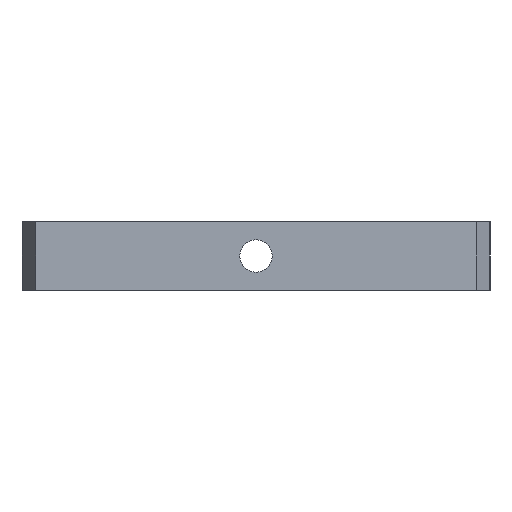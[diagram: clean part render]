
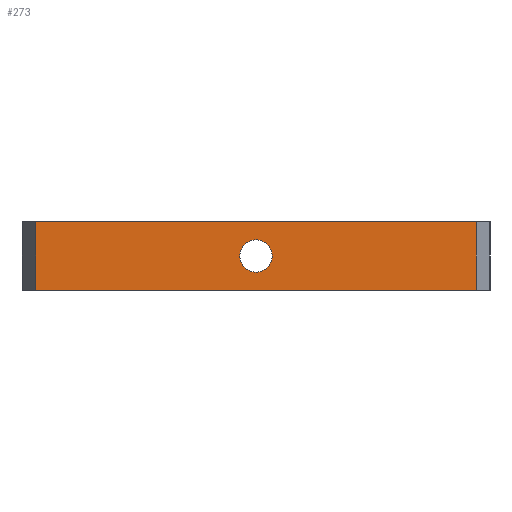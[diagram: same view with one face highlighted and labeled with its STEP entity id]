
A CAD part, front view. The second image highlights one B-rep face of the part: STEP entity #273.
In plain terms, the highlighted planar face has unit normal (0, -1, 0).
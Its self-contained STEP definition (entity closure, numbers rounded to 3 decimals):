
#128=FACE_BOUND('',#653,.T.);
#129=FACE_BOUND('',#654,.T.);
#273=ADVANCED_FACE('',(#128,#129),#404,.T.);
#404=PLANE('',#2723);
#653=EDGE_LOOP('',(#1066,#1067,#1068,#1069));
#654=EDGE_LOOP('',(#1070));
#816=CIRCLE('',#2722,1.675);
#1066=ORIENTED_EDGE('',*,*,#2048,.T.);
#1067=ORIENTED_EDGE('',*,*,#1878,.F.);
#1068=ORIENTED_EDGE('',*,*,#2047,.F.);
#1069=ORIENTED_EDGE('',*,*,#1904,.T.);
#1070=ORIENTED_EDGE('',*,*,#2049,.F.);
#1624=VERTEX_POINT('',#3488);
#1625=VERTEX_POINT('',#3490);
#1650=VERTEX_POINT('',#3544);
#1651=VERTEX_POINT('',#3546);
#1774=VERTEX_POINT('',#4037);
#1878=EDGE_CURVE('',#1624,#1625,#2260,.T.);
#1904=EDGE_CURVE('',#1651,#1650,#2275,.T.);
#2047=EDGE_CURVE('',#1651,#1624,#2324,.T.);
#2048=EDGE_CURVE('',#1650,#1625,#2325,.T.);
#2049=EDGE_CURVE('',#1774,#1774,#816,.T.);
#2260=LINE('',#3489,#2466);
#2275=LINE('',#3545,#2481);
#2324=LINE('',#4033,#2530);
#2325=LINE('',#4035,#2531);
#2466=VECTOR('',#2882,1.);
#2481=VECTOR('',#2919,1.);
#2530=VECTOR('',#3048,1.);
#2531=VECTOR('',#3051,1.);
#2722=AXIS2_PLACEMENT_3D('',#4036,#3052,#3053);
#2723=AXIS2_PLACEMENT_3D('',#4038,#3054,#3055);
#2882=DIRECTION('',(1.,0.,0.));
#2919=DIRECTION('',(1.,0.,0.));
#3048=DIRECTION('',(0.,0.,1.));
#3051=DIRECTION('',(0.,0.,1.));
#3052=DIRECTION('',(0.,-1.,0.));
#3053=DIRECTION('',(0.,0.,1.));
#3054=DIRECTION('',(0.,-1.,0.));
#3055=DIRECTION('',(0.,0.,1.));
#3488=CARTESIAN_POINT('',(-22.837,-117.204,9.795));
#3489=CARTESIAN_POINT('',(-22.837,-117.204,9.795));
#3490=CARTESIAN_POINT('',(22.838,-117.204,9.795));
#3544=CARTESIAN_POINT('',(22.838,-117.204,2.69));
#3545=CARTESIAN_POINT('',(-22.837,-117.204,2.69));
#3546=CARTESIAN_POINT('',(-22.837,-117.204,2.69));
#4033=CARTESIAN_POINT('',(-22.837,-117.204,2.69));
#4035=CARTESIAN_POINT('',(22.838,-117.204,2.69));
#4036=CARTESIAN_POINT('',(0.,-117.204,6.242));
#4037=CARTESIAN_POINT('',(0.,-117.204,7.917));
#4038=CARTESIAN_POINT('',(-22.837,-117.204,2.69));
